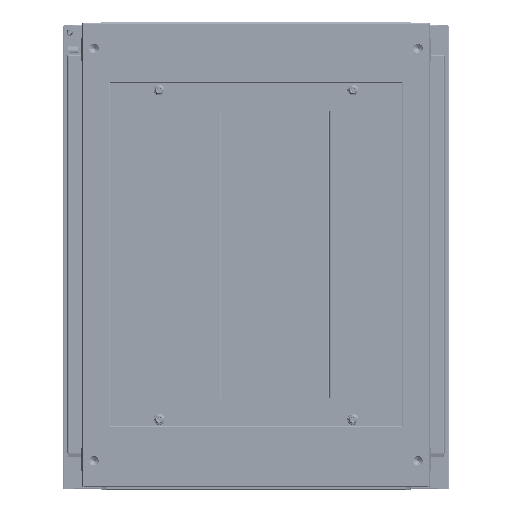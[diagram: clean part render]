
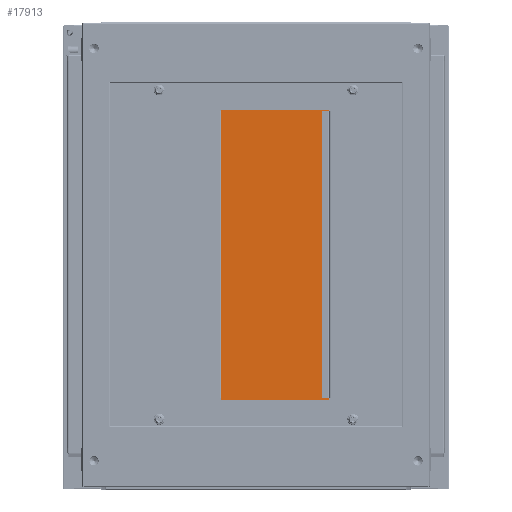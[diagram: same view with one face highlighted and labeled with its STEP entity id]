
A CAD part, top view. The second image highlights one B-rep face of the part: STEP entity #17913.
In plain terms, the highlighted face is planar.
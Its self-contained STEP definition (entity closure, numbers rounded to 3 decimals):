
#15842 = CARTESIAN_POINT ( 'NONE',  ( -200., 74., 1.5 ) ) ;
#15865 = DIRECTION ( 'NONE',  ( -1., 0., 0. ) ) ;
#15880 = CARTESIAN_POINT ( 'NONE',  ( -200., 74., 1.5 ) ) ;
#15883 = DIRECTION ( 'NONE',  ( 0., -1., 0. ) ) ;
#15889 = CARTESIAN_POINT ( 'NONE',  ( -200., -74., 1.5 ) ) ;
#15892 = DIRECTION ( 'NONE',  ( 1., 0., 0. ) ) ;
#15897 = CARTESIAN_POINT ( 'NONE',  ( 185., -73., 1.5 ) ) ;
#15901 = DIRECTION ( 'NONE',  ( 0., -1., 0. ) ) ;
#15906 = CARTESIAN_POINT ( 'NONE',  ( 185., -72.99, 1.5 ) ) ;
#15909 = DIRECTION ( 'NONE',  ( -1., 0., 0. ) ) ;
#15915 = CARTESIAN_POINT ( 'NONE',  ( 200., 74., 1.5 ) ) ;
#15918 = DIRECTION ( 'NONE',  ( 0., 1., 0. ) ) ;
#15924 = CARTESIAN_POINT ( 'NONE',  ( -200., -74., 1.5 ) ) ;
#15926 = DIRECTION ( 'NONE',  ( 1., 0., 0. ) ) ;
#15932 = CARTESIAN_POINT ( 'NONE',  ( -185., -73., 1.5 ) ) ;
#15935 = DIRECTION ( 'NONE',  ( 0., -1., 0. ) ) ;
#16173 = LINE ( 'NONE', #15842, #16207 ) ;
#16207 = VECTOR ( 'NONE', #15865, 1000. ) ;
#16224 = LINE ( 'NONE', #15880, #16227 ) ;
#16227 = VECTOR ( 'NONE', #15883, 1000. ) ;
#16232 = LINE ( 'NONE', #15889, #16237 ) ;
#16237 = VECTOR ( 'NONE', #15892, 1000. ) ;
#16241 = LINE ( 'NONE', #15897, #16245 ) ;
#16245 = VECTOR ( 'NONE', #15901, 1000. ) ;
#16250 = LINE ( 'NONE', #15906, #16254 ) ;
#16254 = VECTOR ( 'NONE', #15909, 1000. ) ;
#16260 = LINE ( 'NONE', #15915, #16263 ) ;
#16263 = VECTOR ( 'NONE', #15918, 1000. ) ;
#16267 = LINE ( 'NONE', #15924, #16271 ) ;
#16271 = VECTOR ( 'NONE', #15926, 1000. ) ;
#16276 = LINE ( 'NONE', #15932, #16280 ) ;
#16280 = VECTOR ( 'NONE', #15935, 1000. ) ;
#17913 = ADVANCED_FACE ( 'NONE', ( #72942 ), #76544, .T. ) ;
#26373 = EDGE_LOOP ( 'NONE', ( #55794, #55796, #55799, #55803, #55808, #55813, #55816, #55819 ) ) ;
#55794 = ORIENTED_EDGE ( 'NONE', *, *, #129129, .F. ) ;
#55796 = ORIENTED_EDGE ( 'NONE', *, *, #129128, .T. ) ;
#55799 = ORIENTED_EDGE ( 'NONE', *, *, #129127, .T. ) ;
#55803 = ORIENTED_EDGE ( 'NONE', *, *, #129130, .T. ) ;
#55808 = ORIENTED_EDGE ( 'NONE', *, *, #129124, .T. ) ;
#55813 = ORIENTED_EDGE ( 'NONE', *, *, #129126, .T. ) ;
#55816 = ORIENTED_EDGE ( 'NONE', *, *, #129131, .T. ) ;
#55819 = ORIENTED_EDGE ( 'NONE', *, *, #129132, .F. ) ;
#72942 = FACE_OUTER_BOUND ( 'NONE', #26373, .T. ) ;
#76541 = CARTESIAN_POINT ( 'NONE',  ( -200., -74., 1.5 ) ) ;
#76544 = PLANE ( 'NONE',  #83382 ) ;
#76546 = DIRECTION ( 'NONE',  ( 0., 0., 1. ) ) ;
#76547 = DIRECTION ( 'NONE',  ( 1., 0., 0. ) ) ;
#77883 = VERTEX_POINT ( 'NONE', #116290 ) ;
#77928 = VERTEX_POINT ( 'NONE', #116335 ) ;
#77961 = VERTEX_POINT ( 'NONE', #116368 ) ;
#78003 = VERTEX_POINT ( 'NONE', #112773 ) ;
#78076 = VERTEX_POINT ( 'NONE', #112878 ) ;
#78116 = VERTEX_POINT ( 'NONE', #112944 ) ;
#78138 = VERTEX_POINT ( 'NONE', #112985 ) ;
#78152 = VERTEX_POINT ( 'NONE', #113010 ) ;
#83382 = AXIS2_PLACEMENT_3D ( 'NONE', #76541, #76546, #76547 ) ;
#112773 = CARTESIAN_POINT ( 'NONE',  ( 200., 74., 1.5 ) ) ;
#112878 = CARTESIAN_POINT ( 'NONE',  ( 200., -74., 1.5 ) ) ;
#112944 = CARTESIAN_POINT ( 'NONE',  ( 185., -74., 1.5 ) ) ;
#112985 = CARTESIAN_POINT ( 'NONE',  ( -185., -72.99, 1.5 ) ) ;
#113010 = CARTESIAN_POINT ( 'NONE',  ( 185., -72.99, 1.5 ) ) ;
#116290 = CARTESIAN_POINT ( 'NONE',  ( -185., -74., 1.5 ) ) ;
#116335 = CARTESIAN_POINT ( 'NONE',  ( -200., -74., 1.5 ) ) ;
#116368 = CARTESIAN_POINT ( 'NONE',  ( -200., 74., 1.5 ) ) ;
#129124 = EDGE_CURVE ( 'NONE', #78003, #77961, #16173, .T. ) ;
#129126 = EDGE_CURVE ( 'NONE', #77961, #77928, #16224, .T. ) ;
#129127 = EDGE_CURVE ( 'NONE', #78116, #78076, #16232, .T. ) ;
#129128 = EDGE_CURVE ( 'NONE', #78152, #78116, #16241, .T. ) ;
#129129 = EDGE_CURVE ( 'NONE', #78152, #78138, #16250, .T. ) ;
#129130 = EDGE_CURVE ( 'NONE', #78076, #78003, #16260, .T. ) ;
#129131 = EDGE_CURVE ( 'NONE', #77928, #77883, #16267, .T. ) ;
#129132 = EDGE_CURVE ( 'NONE', #78138, #77883, #16276, .T. ) ;
